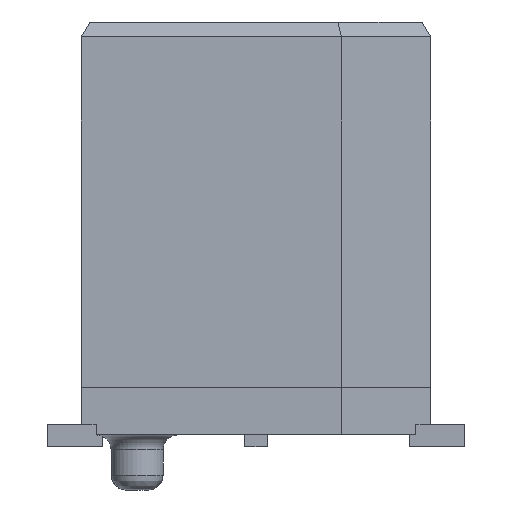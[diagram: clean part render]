
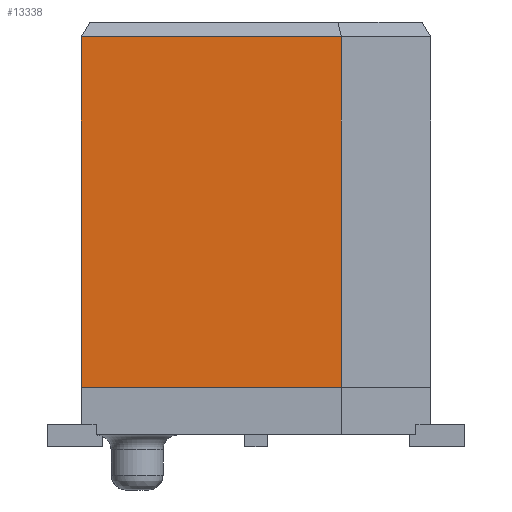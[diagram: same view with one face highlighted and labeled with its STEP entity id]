
A CAD part, left-side view. The second image highlights one B-rep face of the part: STEP entity #13338.
In plain terms, the highlighted planar face has unit normal (-1, 0, 0).
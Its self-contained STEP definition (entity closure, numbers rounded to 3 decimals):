
#954=FACE_OUTER_BOUND($,#1801,.T.);
#1801=EDGE_LOOP($,(#11424,#11425,#11426,#11427));
#3428=LINE($,#21394,#5160);
#3451=LINE($,#21440,#5183);
#3453=LINE($,#21444,#5185);
#3454=LINE($,#21445,#5186);
#5160=VECTOR($,#17631,4.445);
#5183=VECTOR($,#17666,5.99);
#5185=VECTOR($,#17670,5.99);
#5186=VECTOR($,#17671,4.445);
#6382=VERTEX_POINT($,#21391);
#6383=VERTEX_POINT($,#21393);
#6400=VERTEX_POINT($,#21439);
#6401=VERTEX_POINT($,#21443);
#8068=EDGE_CURVE($,#6383,#6382,#3428,.T.);
#8091=EDGE_CURVE($,#6400,#6383,#3451,.T.);
#8093=EDGE_CURVE($,#6401,#6382,#3453,.T.);
#8094=EDGE_CURVE($,#6401,#6400,#3454,.T.);
#11424=ORIENTED_EDGE($,*,*,#8068,.T.);
#11425=ORIENTED_EDGE($,*,*,#8093,.F.);
#11426=ORIENTED_EDGE($,*,*,#8094,.T.);
#11427=ORIENTED_EDGE($,*,*,#8091,.T.);
#12500=PLANE($,#14437);
#13338=ADVANCED_FACE($,(#954),#12500,.F.);
#14437=AXIS2_PLACEMENT_3D($,#21442,#17668,#17669);
#17631=DIRECTION($,(0.,-1.,0.));
#17666=DIRECTION($,(0.,0.,-1.));
#17668=DIRECTION('center_axis',(1.,0.,0.));
#17669=DIRECTION('ref_axis',(0.,1.,0.));
#17670=DIRECTION($,(0.,0.,-1.));
#17671=DIRECTION($,(0.,1.,0.));
#21391=CARTESIAN_POINT('',(-10.001,-1.461,1.016));
#21393=CARTESIAN_POINT('',(-10.001,2.985,1.016));
#21394=CARTESIAN_POINT($,(-10.001,-5.131,1.016));
#21439=CARTESIAN_POINT('',(-10.001,2.985,7.006));
#21440=CARTESIAN_POINT($,(-10.001,2.985,7.006));
#21442=CARTESIAN_POINT('Origin',(-10.001,-1.702,-3.297));
#21443=CARTESIAN_POINT('',(-10.001,-1.461,7.006));
#21444=CARTESIAN_POINT($,(-10.001,-1.461,7.006));
#21445=CARTESIAN_POINT($,(-10.001,-1.461,7.006));
